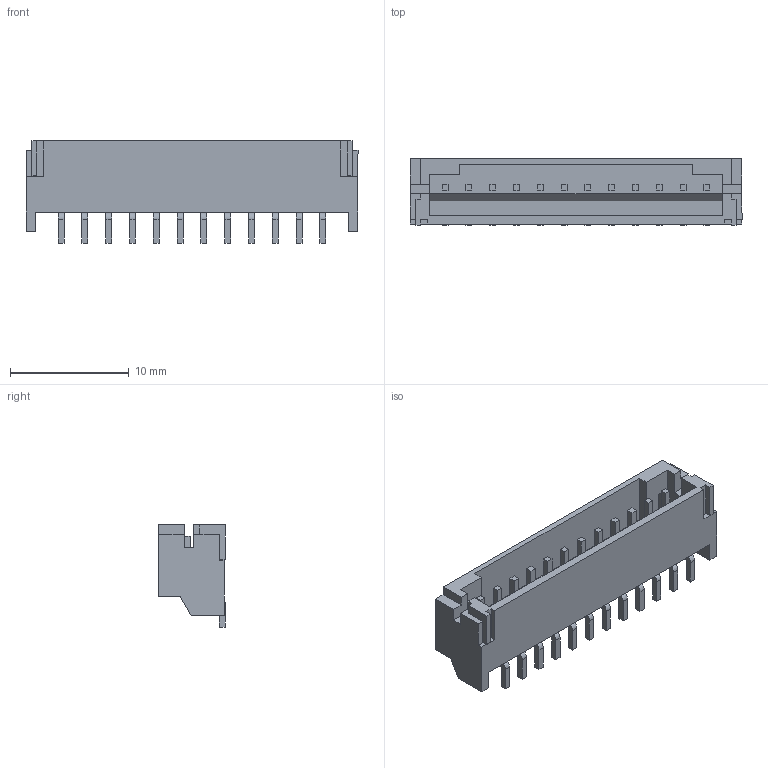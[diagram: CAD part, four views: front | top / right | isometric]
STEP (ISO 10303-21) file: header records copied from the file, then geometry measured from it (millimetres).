
FILE_DESCRIPTION (( 'STEP AP214' ), '1' );
FILE_NAME ('S12B-PH-SM4.STEP', '2010-06-14T04:58:47', ( ' ' ), ( ' ' ), 'SwSTEP 2.0', 'SolidWorks 2005235', '' );
FILE_SCHEMA (( 'AUTOMOTIVE_DESIGN' ));
Length unit declared in the file: millimetre
Products named in the file (1): S12B-PH-SM4
Bounding box: 27.9 x 5.6 x 8.6 mm (x, y, z)
Volume: 476.2 mm3; surface area: 1198.5 mm2
Topology: 1 solids, 1 shells, 228 faces, 616 edges, 410 vertices
Faces by surface type: plane 192, cylinder 36
Entity records: 9615 total; most frequent: CARTESIAN_POINT 1255, ORIENTED_EDGE 1232, DIRECTION 1146, EDGE_CURVE 616, VECTOR 544, LINE 544, VERTEX_POINT 410, AXIS2_PLACEMENT_3D 301
